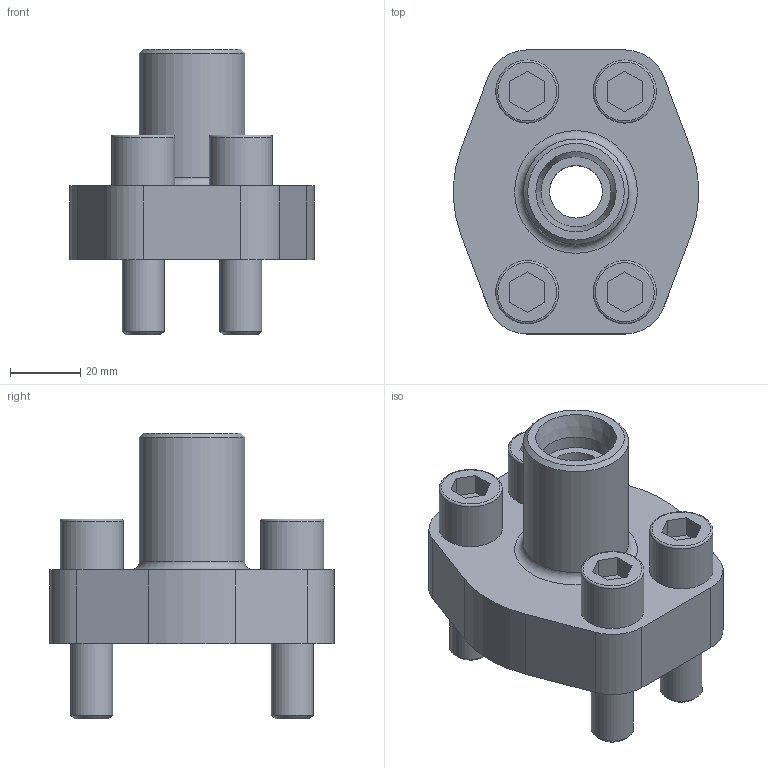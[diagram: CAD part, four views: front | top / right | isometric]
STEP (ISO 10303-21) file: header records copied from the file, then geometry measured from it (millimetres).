
FILE_DESCRIPTION(/* description */ ('STEP AP203'),/* implementation_level */ '2;1');
FILE_NAME(/* name */ 'SAE-Flange AFM 25-6-20-01',/* time_stamp */ '2023-05-31T16:12:00+02:00',/* author */ ('License CC BY-ND 4.0'),/* organization */ ('CADENAS'),/* preprocessor_version */ 'ST-DEVELOPER v19.3',/* originating_system */ 'PARTsolutions',/* authorisation */ ' ');
FILE_SCHEMA (('CONFIG_CONTROL_DESIGN'));
Length unit declared in the file: millimetre
Products named in the file (1): SAE-Flansch AFM 25-6-20-01
Bounding box: 69.82 x 81 x 81.5 mm (x, y, z)
Volume: 133833.4 mm3; surface area: 36396.6 mm2
Topology: 1 solids, 3 shells, 101 faces, 213 edges, 139 vertices
Faces by surface type: plane 57, cylinder 29, torus 8, cone 7
Full cylindrical faces by diameter (mm): 12 x4, 12.2 x4, 13 x4, 15 x1, 18 x4, 20 x1, 30 x1, 33.12 x2, 39.78 x2
Entity records: 3193 total; most frequent: DIRECTION 444, CARTESIAN_POINT 402, ORIENTED_EDGE 336, AXIS2_PLACEMENT_3D 174, EDGE_CURVE 168, EDGE_LOOP 166, FACE_BOUND 166, VERTEX_POINT 132
